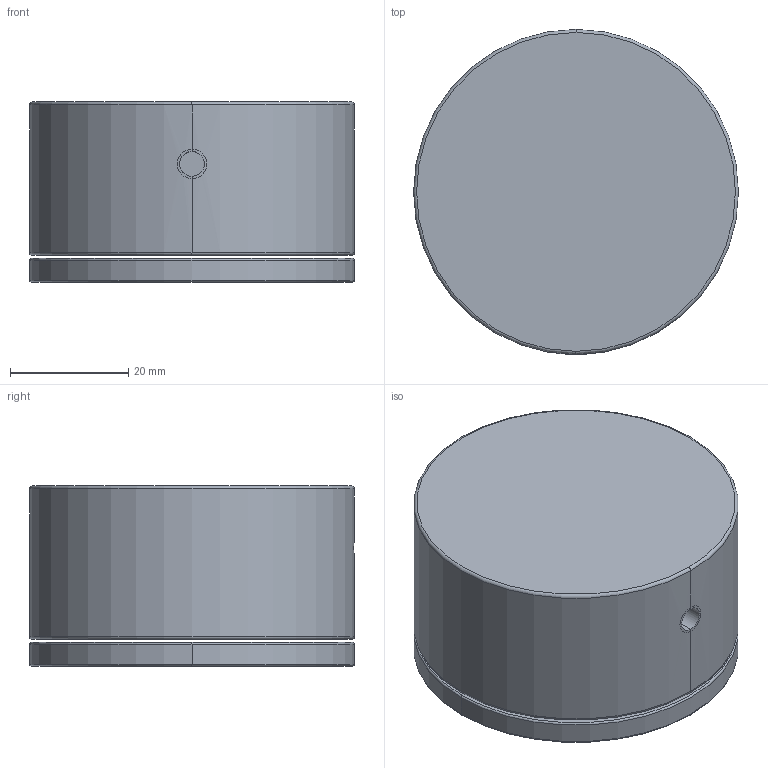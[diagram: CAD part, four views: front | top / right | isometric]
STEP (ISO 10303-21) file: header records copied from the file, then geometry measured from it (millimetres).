
FILE_DESCRIPTION((''),'2;1');
FILE_NAME('4998CP35_ASM','2024-07-09T15:54:11',('PC'),(''),'CREO PARAMETRIC BY PTC INC, 2024063','CREO PARAMETRIC BY PTC INC, 2024063','');
FILE_SCHEMA(('CONFIG_CONTROL_DESIGN','SHAPE_APPEARANCE_LAYERS_GROUPS'));
Length unit declared in the file: millimetre
Products named in the file (3): 961104; 953029; 4998CP35_ASM
Assembly tree (2 placements, depth 2):
  4998CP35_ASM
    961104
    953029
Bounding box: 55 x 55 x 30.5 mm (x, y, z)
Volume: 27581.3 mm3; surface area: 16152.9 mm2
Topology: 2 solids, 3 shells, 57 faces, 131 edges, 82 vertices
Faces by surface type: cylinder 24, torus 16, plane 11, cone 6
Entity records: 2283 total; most frequent: CARTESIAN_POINT 419, DIRECTION 323, ORIENTED_EDGE 258, AXIS2_PLACEMENT_3D 146, PRESENTATION_STYLE_ASSIGNMENT 134, STYLED_ITEM 134, CURVE_STYLE 131, EDGE_CURVE 131
